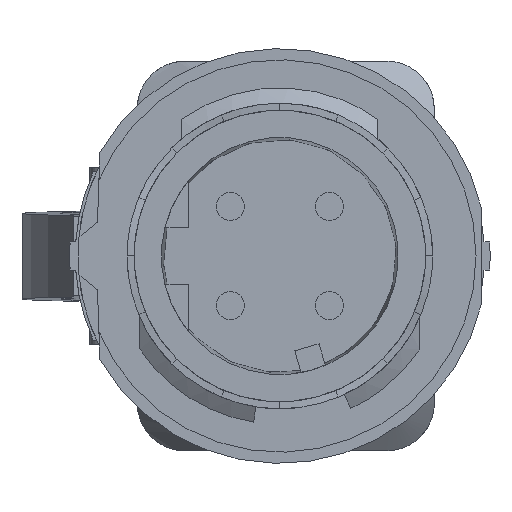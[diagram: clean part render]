
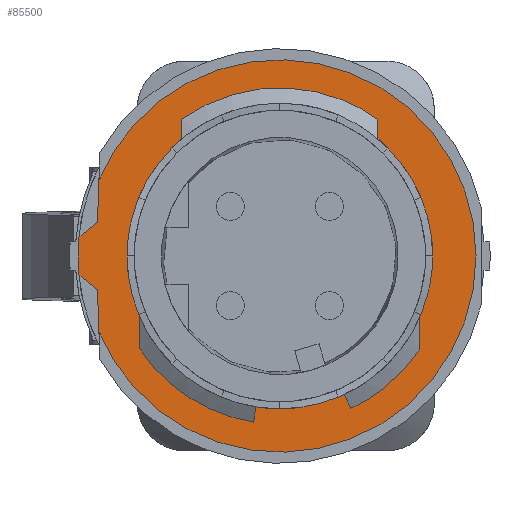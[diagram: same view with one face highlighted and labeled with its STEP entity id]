
A CAD part, left-side view. The second image highlights one B-rep face of the part: STEP entity #85500.
In plain terms, the highlighted planar face has unit normal (-1, 0, 0).
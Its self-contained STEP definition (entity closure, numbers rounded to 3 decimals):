
#82360=CARTESIAN_POINT('',(-37.678,7.2,
0.));
#82370=VERTEX_POINT('',#82360);
#82400=CARTESIAN_POINT('',(-37.678,0.,
0.));
#82410=DIRECTION('',(1.,0.,0.));
#82420=DIRECTION('',(0.,1.,0.));
#82430=AXIS2_PLACEMENT_3D('',#82400,#82410,#82420);
#82440=CIRCLE('',#82430,7.2);
#82450=CARTESIAN_POINT('',(-37.678,7.168,
-0.675));
#82460=VERTEX_POINT('',#82450);
#82470=EDGE_CURVE('',#82460,#82370,#82440,.T.);
#83360=CARTESIAN_POINT('',(-37.678,-6.975,
-12.128));
#83370=DIRECTION('',(0.,0.777,
0.629));
#83380=VECTOR('',#83370,1.);
#83390=LINE('',#83360,#83380);
#83400=CARTESIAN_POINT('',(-37.678,6.507,
-1.21));
#83410=VERTEX_POINT('',#83400);
#83420=EDGE_CURVE('',#83410,#82460,#83390,.T.);
#83690=CARTESIAN_POINT('',(-37.678,6.55,
0.));
#83700=DIRECTION('',(0.,0.035,
0.999));
#83710=VECTOR('',#83700,1.);
#83720=LINE('',#83690,#83710);
#83730=CARTESIAN_POINT('',(-37.678,6.455,
-2.708));
#83740=VERTEX_POINT('',#83730);
#83750=EDGE_CURVE('',#83740,#83410,#83720,.T.);
#84800=CARTESIAN_POINT('',(-37.678,0.,
0.));
#84810=DIRECTION('',(-1.,0.,0.));
#84820=DIRECTION('',(0.,0.,-1.));
#84830=AXIS2_PLACEMENT_3D('',#84800,#84810,#84820);
#84840=CIRCLE('',#84830,7.);
#84850=CARTESIAN_POINT('',(-37.678,6.455,
2.708));
#84860=VERTEX_POINT('',#84850);
#84870=EDGE_CURVE('',#83740,#84860,#84840,.T.);
#85060=CARTESIAN_POINT('',(-37.678,-6.225,
0.));
#85070=DIRECTION('',(-1.,0.,0.));
#85080=DIRECTION('',(0.,0.,-1.));
#85090=AXIS2_PLACEMENT_3D('',#85060,#85070,#85080);
#85100=PLANE('',#85090);
#85110=CARTESIAN_POINT('',(-37.678,0.,
0.));
#85120=DIRECTION('',(1.,0.,0.));
#85130=DIRECTION('',(0.,0.966,
0.259));
#85140=AXIS2_PLACEMENT_3D('',#85110,#85120,#85130);
#85150=CIRCLE('',#85140,5.45);
#85160=CARTESIAN_POINT('',(-37.678,5.264,
1.411));
#85170=VERTEX_POINT('',#85160);
#85180=CARTESIAN_POINT('',(-37.678,-5.264,
-1.411));
#85190=VERTEX_POINT('',#85180);
#85200=EDGE_CURVE('',#85170,#85190,#85150,.T.);
#85210=ORIENTED_EDGE('',*,*,#85200,.T.);
#85220=EDGE_CURVE('',#85190,#85170,#85150,.T.);
#85230=ORIENTED_EDGE('',*,*,#85220,.T.);
#85240=EDGE_LOOP('',(#85230,#85210));
#85250=FACE_BOUND('',#85240,.T.);
#85260=CARTESIAN_POINT('',(-37.678,-6.975,
12.128));
#85270=DIRECTION('',(0.,-0.777,
0.629));
#85280=VECTOR('',#85270,1.);
#85290=LINE('',#85260,#85280);
#85300=CARTESIAN_POINT('',(-37.678,7.168,
0.675));
#85310=VERTEX_POINT('',#85300);
#85320=CARTESIAN_POINT('',(-37.678,6.507,
1.21));
#85330=VERTEX_POINT('',#85320);
#85340=EDGE_CURVE('',#85310,#85330,#85290,.T.);
#85350=ORIENTED_EDGE('',*,*,#85340,.F.);
#85360=CARTESIAN_POINT('',(-37.678,6.55,
0.));
#85370=DIRECTION('',(0.,-0.035,
0.999));
#85380=VECTOR('',#85370,1.);
#85390=LINE('',#85360,#85380);
#85400=EDGE_CURVE('',#85330,#84860,#85390,.T.);
#85410=ORIENTED_EDGE('',*,*,#85400,.F.);
#85420=ORIENTED_EDGE('',*,*,#84870,.T.);
#85430=ORIENTED_EDGE('',*,*,#83750,.F.);
#85440=ORIENTED_EDGE('',*,*,#83420,.F.);
#85450=ORIENTED_EDGE('',*,*,#82470,.F.);
#85460=EDGE_CURVE('',#82370,#85310,#82440,.T.);
#85470=ORIENTED_EDGE('',*,*,#85460,.F.);
#85480=EDGE_LOOP('',(#85470,#85450,#85440,#85430,#85420,#85410,#85350));
#85490=FACE_OUTER_BOUND('',#85480,.T.);
#85500=ADVANCED_FACE('',(#85250,#85490),#85100,.T.);
